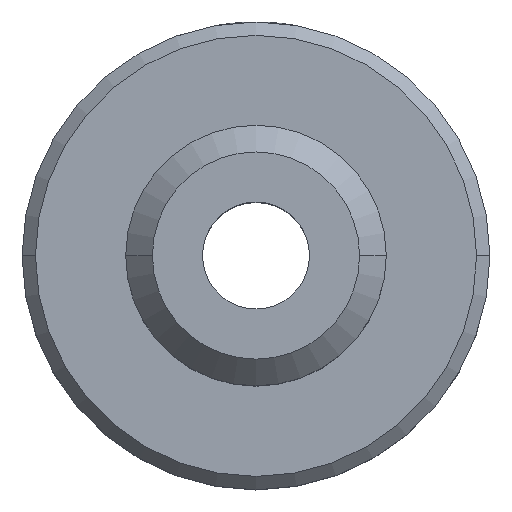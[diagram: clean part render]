
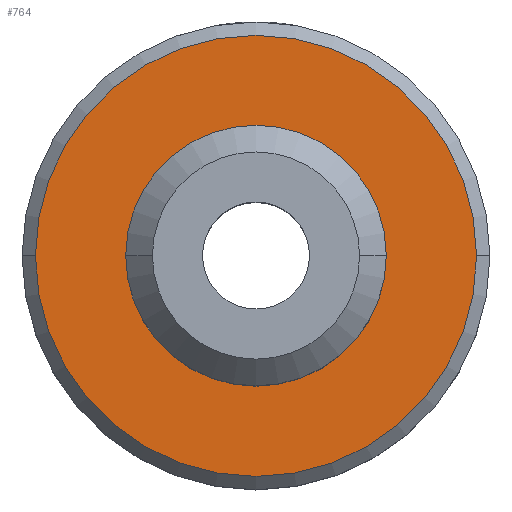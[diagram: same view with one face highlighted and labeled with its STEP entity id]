
A CAD part, top view. The second image highlights one B-rep face of the part: STEP entity #764.
In plain terms, the highlighted planar face has unit normal (0, 0, 1).
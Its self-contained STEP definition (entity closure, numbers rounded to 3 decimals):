
#6 = FACE_BOUND ( 'NONE', #816, .T. ) ;
#18 = DIRECTION ( 'NONE',  ( 1., 0., 0. ) ) ;
#45 = DIRECTION ( 'NONE',  ( 0., 0., 1. ) ) ;
#85 = DIRECTION ( 'NONE',  ( 1., 0., 0. ) ) ;
#86 = CARTESIAN_POINT ( 'NONE',  ( -9.75, 0., 10. ) ) ;
#143 = AXIS2_PLACEMENT_3D ( 'NONE', #398, #905, #475 ) ;
#184 = EDGE_CURVE ( 'NONE', #306, #814, #514, .T. ) ;
#190 = AXIS2_PLACEMENT_3D ( 'NONE', #885, #448, #961 ) ;
#193 = AXIS2_PLACEMENT_3D ( 'NONE', #980, #542, #85 ) ;
#207 = CARTESIAN_POINT ( 'NONE',  ( 16.5, 0., 10. ) ) ;
#214 = CIRCLE ( 'NONE', #244, 9.75 ) ;
#235 = VERTEX_POINT ( 'NONE', #611 ) ;
#244 = AXIS2_PLACEMENT_3D ( 'NONE', #921, #491, #18 ) ;
#251 = EDGE_LOOP ( 'NONE', ( #810, #635 ) ) ;
#274 = ORIENTED_EDGE ( 'NONE', *, *, #622, .F. ) ;
#306 = VERTEX_POINT ( 'NONE', #207 ) ;
#335 = CIRCLE ( 'NONE', #143, 9.75 ) ;
#360 = CARTESIAN_POINT ( 'NONE',  ( -16.5, 0., 10. ) ) ;
#362 = CIRCLE ( 'NONE', #193, 16.5 ) ;
#398 = CARTESIAN_POINT ( 'NONE',  ( 0., 0., 10. ) ) ;
#428 = PLANE ( 'NONE',  #967 ) ;
#448 = DIRECTION ( 'NONE',  ( 0., 0., 1. ) ) ;
#475 = DIRECTION ( 'NONE',  ( 1., 0., 0. ) ) ;
#491 = DIRECTION ( 'NONE',  ( 0., 0., 1. ) ) ;
#513 = CARTESIAN_POINT ( 'NONE',  ( 0., 0., 10. ) ) ;
#514 = CIRCLE ( 'NONE', #190, 16.5 ) ;
#516 = VERTEX_POINT ( 'NONE', #86 ) ;
#542 = DIRECTION ( 'NONE',  ( 0., 0., 1. ) ) ;
#591 = DIRECTION ( 'NONE',  ( 1., 0., 0. ) ) ;
#595 = EDGE_CURVE ( 'NONE', #235, #516, #214, .T. ) ;
#611 = CARTESIAN_POINT ( 'NONE',  ( 9.75, 0., 10. ) ) ;
#616 = EDGE_CURVE ( 'NONE', #814, #306, #362, .T. ) ;
#622 = EDGE_CURVE ( 'NONE', #516, #235, #335, .T. ) ;
#635 = ORIENTED_EDGE ( 'NONE', *, *, #184, .T. ) ;
#760 = ORIENTED_EDGE ( 'NONE', *, *, #595, .F. ) ;
#764 = ADVANCED_FACE ( 'NONE', ( #812, #6 ), #428, .T. ) ;
#810 = ORIENTED_EDGE ( 'NONE', *, *, #616, .T. ) ;
#812 = FACE_OUTER_BOUND ( 'NONE', #251, .T. ) ;
#814 = VERTEX_POINT ( 'NONE', #360 ) ;
#816 = EDGE_LOOP ( 'NONE', ( #274, #760 ) ) ;
#885 = CARTESIAN_POINT ( 'NONE',  ( 0., 0., 10. ) ) ;
#905 = DIRECTION ( 'NONE',  ( 0., 0., 1. ) ) ;
#921 = CARTESIAN_POINT ( 'NONE',  ( 0., 0., 10. ) ) ;
#961 = DIRECTION ( 'NONE',  ( 1., 0., 0. ) ) ;
#967 = AXIS2_PLACEMENT_3D ( 'NONE', #513, #45, #591 ) ;
#980 = CARTESIAN_POINT ( 'NONE',  ( 0., 0., 10. ) ) ;
